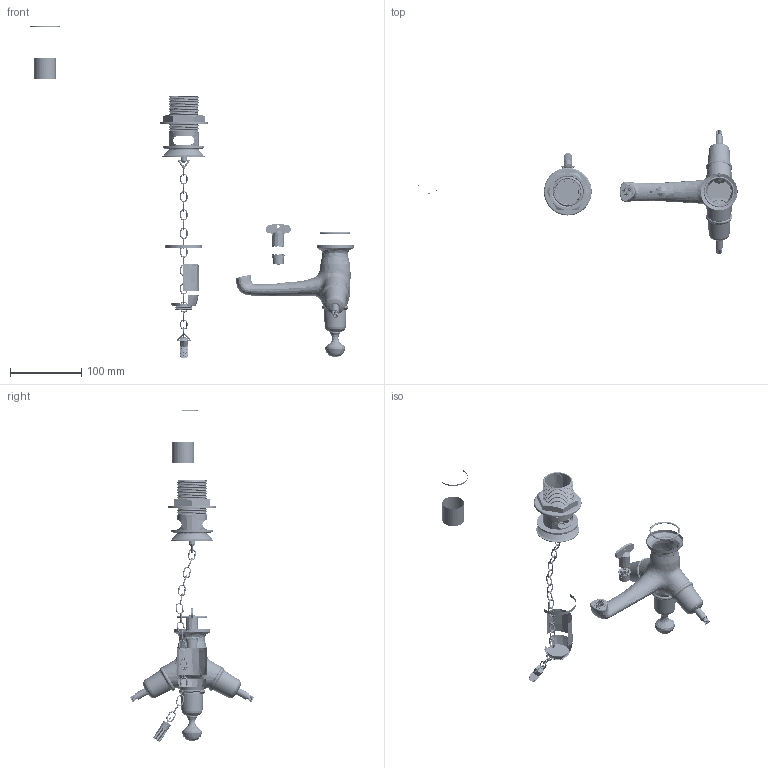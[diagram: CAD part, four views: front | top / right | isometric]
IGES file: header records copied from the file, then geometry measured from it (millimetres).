
Global section: file name: t13.igs; native system: NX V6.0; preprocessor: SIEMENS UGS NX 6.0; date: 20140903.080831; units: millimetre
Bounding box: 454.04 x 174.05 x 466.41 mm (x, y, z)
Surface area: 152345.9 mm2 (no closed solid volume)
Topology: 0 solids, 0 shells, 2612 faces, 21381 edges, 21375 vertices
Faces by surface type: bspline 2612
